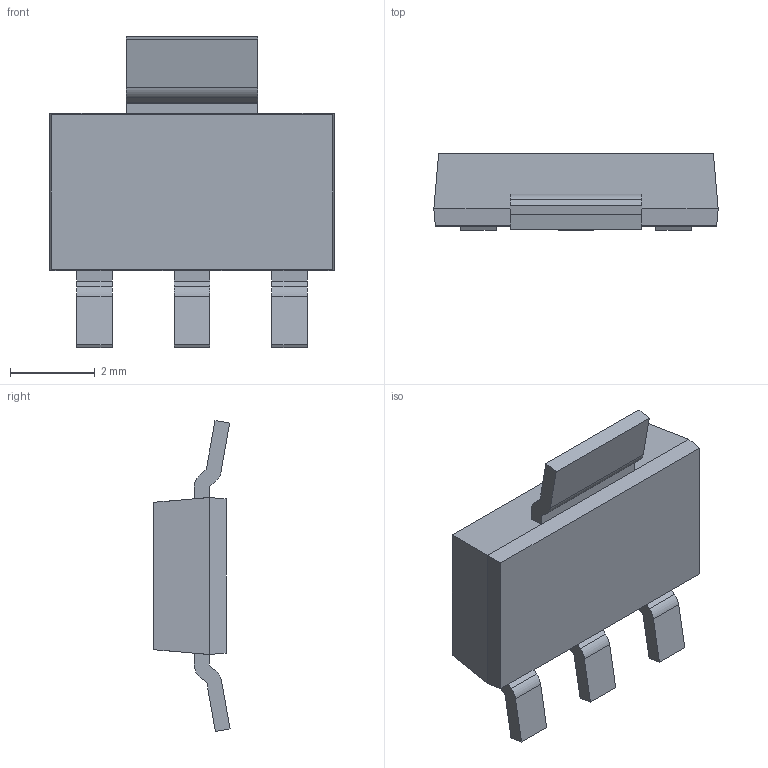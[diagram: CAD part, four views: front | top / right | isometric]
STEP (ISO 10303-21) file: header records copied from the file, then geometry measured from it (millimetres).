
FILE_DESCRIPTION(/* description */ (''),/* implementation_level */ '2;1');
FILE_NAME(/* name */ 'REG1117.step',/* time_stamp */ '2020-06-04T21:10:03-05:00',/* author */ (''),/* organization */ (''),/* preprocessor_version */ 'ST-DEVELOPER v18.1',/* originating_system */ 'Autodesk Translation Framework v9.3.0.1241',/* authorisation */ '');
FILE_SCHEMA (('AUTOMOTIVE_DESIGN { 1 0 10303 214 3 1 1 }'));
Length unit declared in the file: millimetre
Products named in the file (1): (Unsaved)
Bounding box: 6.7 x 1.79 x 7.33 mm (x, y, z)
Volume: 44.2 mm3; surface area: 109.2 mm2
Topology: 1 solids, 1 shells, 388 faces, 1098 edges, 728 vertices
Faces by surface type: bspline 217, plane 154, cylinder 17
Full cylindrical faces by diameter (mm): 0.8 x1
Entity records: 13872 total; most frequent: CARTESIAN_POINT 5480, ORIENTED_EDGE 2196, EDGE_CURVE 1098, DIRECTION 1042, VERTEX_POINT 728, LINE 630, VECTOR 630, EDGE_LOOP 404
